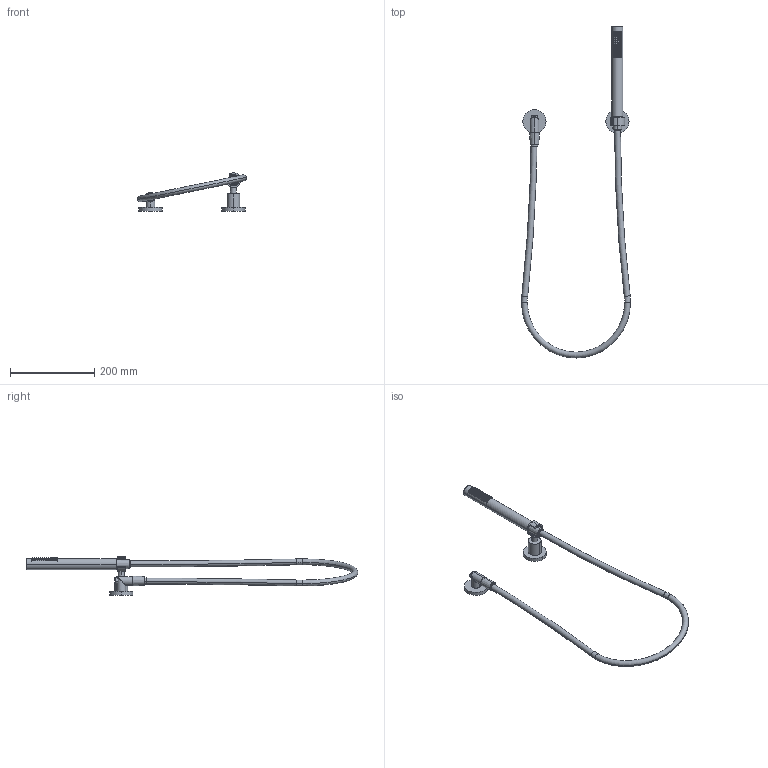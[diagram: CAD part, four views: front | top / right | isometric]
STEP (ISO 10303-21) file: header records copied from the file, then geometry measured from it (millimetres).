
FILE_DESCRIPTION (( 'STEP AP203' ), '1' );
FILE_NAME ('27802892-00.STEP', '2018-07-03T14:42:14', ( '' ), ( '' ), 'SwSTEP 2.0', 'SolidWorks 2017', '' );
FILE_SCHEMA (( 'CONFIG_CONTROL_DESIGN' ));
Length unit declared in the file: millimetre
Products named in the file (14): Planungsmodell_Schlauch-+-09.30.02.072-01_ _K4_Schlauch; Planungsmodell_Rohr_abgewinkel-+-09.11.03.021.94-01_ _K2_21x26x26x90; Planungsmodell_Rohr-+-10.060.780-02_ _K14_D55x9,5_D30,3x32,5; Planungsmodell_Rohr_gerade-+-28.568.780-10_ _K109_20,9x1,75; Planungsmodell_Konus-+-09.30.02.005-03_-; Planungsmodell_Rohr_gerade-+-28.568.780-10_ _K108_16x3,2; Planungsmodell_Brausehalter-+-04.28.10.029.01.94-01_-_K1; 27802892-00; Planungsmodell_Huelse-+-28.050.780-01_ _K1; Planungsmodell_Koerper-+-04.12.11.140.10_04_K1; Planungsmodell_Einsatz-+-04.12.11.140.10_02_K1; Planungsmodell_Einsatz-+-04.12.11.140.10_03_K1; Planungsmodell_Rosette_rund-+-36.104.820-01_ _K5_55x9; Planungsmodell_Handbrause-+-04.12.11.140.10_01_K1
Assembly tree (15 placements, depth 4):
  27802892-00
    Planungsmodell_Rosette_rund-+-36.104.820-01_ _K5_55x9
    Planungsmodell_Schlauch-+-09.30.02.072-01_ _K4_Schlauch
    Planungsmodell_Rohr-+-10.060.780-02_ _K14_D55x9,5_D30,3x32,5
    Planungsmodell_Konus-+-09.30.02.005-03_-  x2
    Planungsmodell_Brausehalter-+-04.28.10.029.01.94-01_-_K1
    Planungsmodell_Huelse-+-28.050.780-01_ _K1
    Planungsmodell_Handbrause-+-04.12.11.140.10_01_K1
      Planungsmodell_Koerper-+-04.12.11.140.10_04_K1
      Planungsmodell_Einsatz-+-04.12.11.140.10_03_K1
        Planungsmodell_Einsatz-+-04.12.11.140.10_02_K1
    Planungsmodell_Rohr_abgewinkel-+-09.11.03.021.94-01_ _K2_21x26x26x90
    Planungsmodell_Rohr_gerade-+-28.568.780-10_ _K109_20,9x1,75
    Planungsmodell_Rohr_gerade-+-28.568.780-10_ _K108_16x3,2  x2
Bounding box: 258.89 x 788.35 x 91.5 mm (x, y, z)
Volume: 438826.2 mm3; surface area: 115687.7 mm2
Topology: 13 solids, 13 shells, 428 faces, 863 edges, 524 vertices
Faces by surface type: cylinder 169, torus 146, plane 102, cone 9, bspline 2
Entity records: 15771 total; most frequent: CARTESIAN_POINT 5338, DIRECTION 2059, ORIENTED_EDGE 1694, AXIS2_PLACEMENT_3D 937, EDGE_CURVE 847, VERTEX_POINT 516, CIRCLE 499, EDGE_LOOP 487
